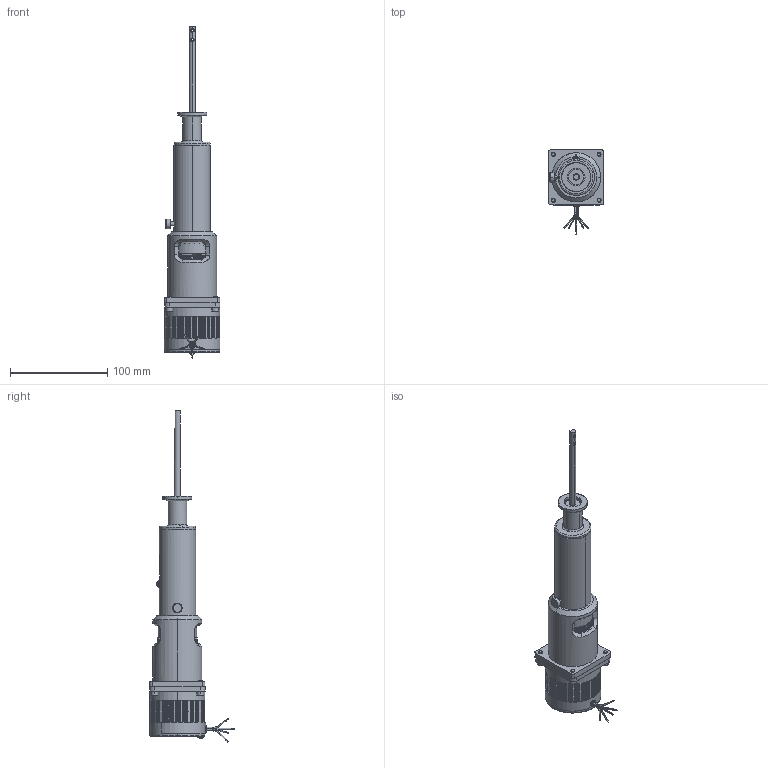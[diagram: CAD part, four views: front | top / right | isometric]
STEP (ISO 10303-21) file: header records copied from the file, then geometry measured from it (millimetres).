
FILE_DESCRIPTION (( 'STEP AP203' ), '1' );
FILE_NAME ('102250.11.stp', '2019-04-04T21:20:52', ( '' ), ( '' ), 'SwSTEP 2.0', 'SolidWorks 2012', '' );
FILE_SCHEMA (( 'CONFIG_CONTROL_DESIGN' ));
Products named in the file (1): 102250.11
Bounding box: 57.4 x 86.93 x 341.6 mm (x, y, z)
Volume: 391069.5 mm3; surface area: 48918.2 mm2
Topology: 1 solids, 9 shells, 1433 faces, 3851 edges, 2486 vertices
Faces by surface type: plane 607, cylinder 433, cone 203, bspline 190
Entity records: 72620 total; most frequent: CARTESIAN_POINT 38251, ORIENTED_EDGE 7670, DIRECTION 6549, EDGE_CURVE 3835, VERTEX_POINT 2480, AXIS2_PLACEMENT_3D 2429, VECTOR 1691, LINE 1691
